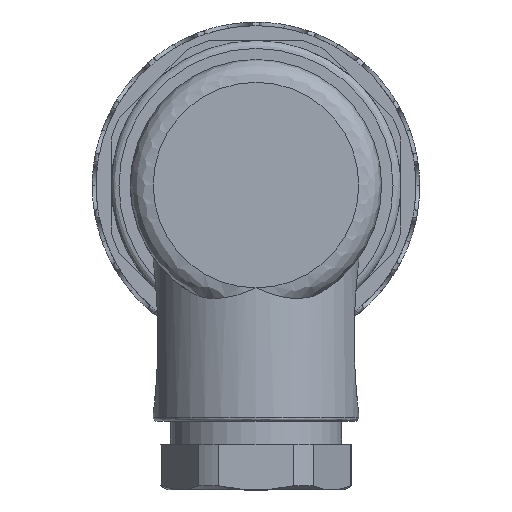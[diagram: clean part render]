
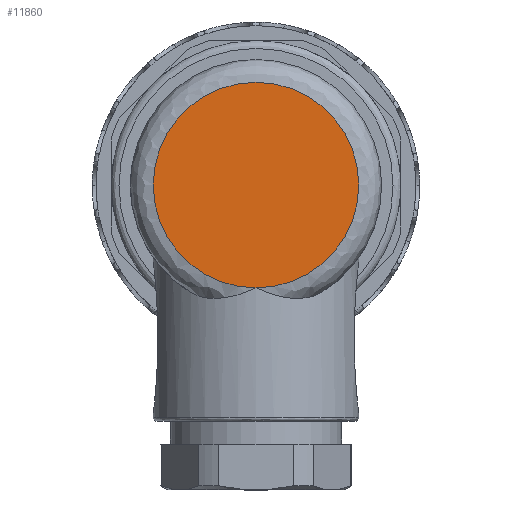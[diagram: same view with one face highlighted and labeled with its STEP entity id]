
A CAD part, top view. The second image highlights one B-rep face of the part: STEP entity #11860.
In plain terms, the highlighted planar face has unit normal (0, 0, 1).
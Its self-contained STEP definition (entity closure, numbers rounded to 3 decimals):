
#11860=ADVANCED_FACE('',(#14260),#13059,.T.);
#13059=PLANE('',#37467);
#14260=FACE_OUTER_BOUND('',#15921,.T.);
#15921=EDGE_LOOP('',(#25870,#25871));
#25870=ORIENTED_EDGE('',*,*,#34194,.T.);
#25871=ORIENTED_EDGE('',*,*,#34195,.T.);
#30818=VERTEX_POINT('',#56990);
#30824=VERTEX_POINT('',#57087);
#34194=EDGE_CURVE('',#30824,#30818,#35991,.T.);
#34195=EDGE_CURVE('',#30818,#30824,#35992,.T.);
#35991=CIRCLE('',#37465,13.5);
#35992=CIRCLE('',#37466,13.5);
#37465=AXIS2_PLACEMENT_3D('',#57086,#42103,#42104);
#37466=AXIS2_PLACEMENT_3D('',#57088,#42105,#42106);
#37467=AXIS2_PLACEMENT_3D('',#57089,#42107,#42108);
#42103=DIRECTION('',(0.,0.,1.));
#42104=DIRECTION('',(0.,1.,0.));
#42105=DIRECTION('',(0.,0.,1.));
#42106=DIRECTION('',(0.,-1.,0.));
#42107=DIRECTION('',(0.,0.,1.));
#42108=DIRECTION('',(0.,1.,0.));
#56990=CARTESIAN_POINT('',(0.,-13.5,83.));
#57086=CARTESIAN_POINT('',(0.,0.,83.));
#57087=CARTESIAN_POINT('',(0.,13.5,83.));
#57088=CARTESIAN_POINT('',(0.,0.,83.));
#57089=CARTESIAN_POINT('',(14.85,-14.85,83.));
